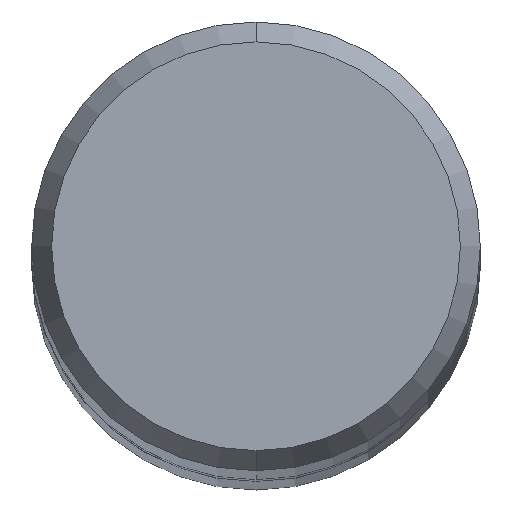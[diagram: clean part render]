
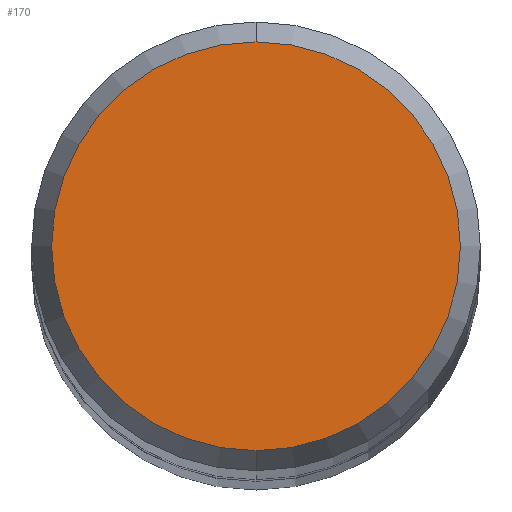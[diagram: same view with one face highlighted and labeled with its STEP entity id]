
A CAD part, top view. The second image highlights one B-rep face of the part: STEP entity #170.
In plain terms, the highlighted planar face has unit normal (0, 0, 1).
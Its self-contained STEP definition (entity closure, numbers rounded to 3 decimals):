
#142=EDGE_CURVE('',#162,#192,#294,.T.);
#146=EDGE_CURVE('',#192,#162,#298,.T.);
#162=VERTEX_POINT('',#316);
#170=ADVANCED_FACE('',(#326),#327,.T.);
#192=VERTEX_POINT('',#350);
#294=CIRCLE('',#461,2.349);
#298=CIRCLE('',#468,2.349);
#316=CARTESIAN_POINT('',(0.,-2.349,0.0));
#326=FACE_OUTER_BOUND('',#502,.T.);
#327=PLANE('',#503);
#350=CARTESIAN_POINT('',(0.0,2.349,0.0));
#461=AXIS2_PLACEMENT_3D('',#643,#644,#645);
#468=AXIS2_PLACEMENT_3D('',#647,#648,#649);
#502=EDGE_LOOP('',(#687,#688));
#503=AXIS2_PLACEMENT_3D('',#689,#690,#691);
#643=CARTESIAN_POINT('',(0.0,0.0,0.0));
#644=DIRECTION('',(0.0,0.0,-1.0));
#645=DIRECTION('',(0.0,1.0,0.0));
#647=CARTESIAN_POINT('',(0.0,0.0,0.0));
#648=DIRECTION('',(0.0,0.0,-1.0));
#649=DIRECTION('',(0.0,1.0,0.0));
#687=ORIENTED_EDGE('',*,*,#146,.F.);
#688=ORIENTED_EDGE('',*,*,#142,.F.);
#689=CARTESIAN_POINT('',(0.0,1.174,0.0));
#690=DIRECTION('',(-0.0,0.0,1.0));
#691=DIRECTION('',(0.0,-1.0,0.0));
